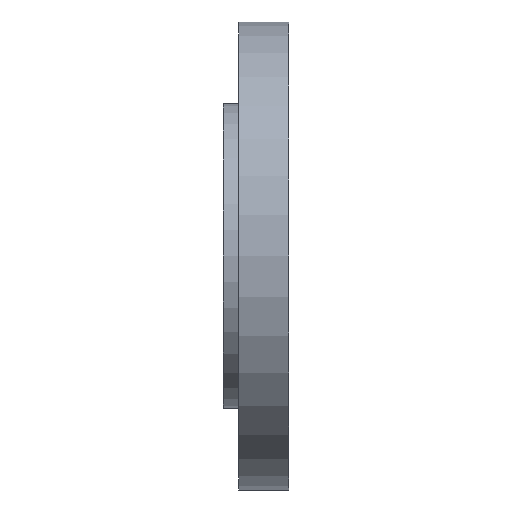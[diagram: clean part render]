
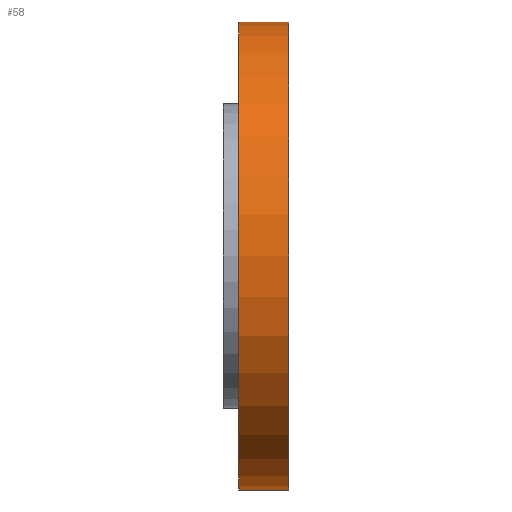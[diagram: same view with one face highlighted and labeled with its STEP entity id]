
A CAD part, left-side view. The second image highlights one B-rep face of the part: STEP entity #58.
In plain terms, the highlighted cylindrical face has radius 22.985 mm (diameter 45.97 mm), a partial arc.
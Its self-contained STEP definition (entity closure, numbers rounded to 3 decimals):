
#13 = DIRECTION ( 'NONE',  ( 0., 0., 1. ) ) ;
#47 = CIRCLE ( 'NONE', #676, 22.985 ) ;
#58 = ADVANCED_FACE ( 'NONE', ( #243 ), #1062, .T. ) ;
#66 = VERTEX_POINT ( 'NONE', #905 ) ;
#107 = ORIENTED_EDGE ( 'NONE', *, *, #876, .T. ) ;
#143 = EDGE_CURVE ( 'NONE', #288, #1083, #1081, .T. ) ;
#146 = DIRECTION ( 'NONE',  ( 0., 1., 0. ) ) ;
#218 = CARTESIAN_POINT ( 'NONE',  ( 0., 4.95, -22.985 ) ) ;
#243 = FACE_OUTER_BOUND ( 'NONE', #653, .T. ) ;
#251 = DIRECTION ( 'NONE',  ( 0., 0., 1. ) ) ;
#256 = CARTESIAN_POINT ( 'NONE',  ( 0., 0., 0. ) ) ;
#281 = VECTOR ( 'NONE', #539, 1000. ) ;
#288 = VERTEX_POINT ( 'NONE', #218 ) ;
#303 = CIRCLE ( 'NONE', #1163, 22.985 ) ;
#311 = CARTESIAN_POINT ( 'NONE',  ( 0., 4.95, 22.985 ) ) ;
#326 = CARTESIAN_POINT ( 'NONE',  ( 0., 4.95, 0. ) ) ;
#387 = EDGE_CURVE ( 'NONE', #288, #66, #303, .T. ) ;
#408 = LINE ( 'NONE', #311, #990 ) ;
#493 = DIRECTION ( 'NONE',  ( 0., -1., 0. ) ) ;
#525 = ORIENTED_EDGE ( 'NONE', *, *, #387, .F. ) ;
#539 = DIRECTION ( 'NONE',  ( 0., -1., 0. ) ) ;
#542 = ORIENTED_EDGE ( 'NONE', *, *, #649, .F. ) ;
#621 = CARTESIAN_POINT ( 'NONE',  ( 0., 4.95, -22.985 ) ) ;
#644 = DIRECTION ( 'NONE',  ( 0., 1., 0. ) ) ;
#649 = EDGE_CURVE ( 'NONE', #66, #987, #408, .T. ) ;
#653 = EDGE_LOOP ( 'NONE', ( #542, #525, #662, #107 ) ) ;
#662 = ORIENTED_EDGE ( 'NONE', *, *, #143, .T. ) ;
#666 = CARTESIAN_POINT ( 'NONE',  ( 0., 0., 22.985 ) ) ;
#676 = AXIS2_PLACEMENT_3D ( 'NONE', #256, #146, #251 ) ;
#802 = CARTESIAN_POINT ( 'NONE',  ( 0., 4.95, 0. ) ) ;
#833 = AXIS2_PLACEMENT_3D ( 'NONE', #802, #899, #1181 ) ;
#876 = EDGE_CURVE ( 'NONE', #1083, #987, #47, .T. ) ;
#888 = CARTESIAN_POINT ( 'NONE',  ( 0., 0., -22.985 ) ) ;
#899 = DIRECTION ( 'NONE',  ( 0., -1., 0. ) ) ;
#905 = CARTESIAN_POINT ( 'NONE',  ( 0., 4.95, 22.985 ) ) ;
#987 = VERTEX_POINT ( 'NONE', #666 ) ;
#990 = VECTOR ( 'NONE', #493, 1000. ) ;
#1062 = CYLINDRICAL_SURFACE ( 'NONE', #833, 22.985 ) ;
#1081 = LINE ( 'NONE', #621, #281 ) ;
#1083 = VERTEX_POINT ( 'NONE', #888 ) ;
#1163 = AXIS2_PLACEMENT_3D ( 'NONE', #326, #644, #13 ) ;
#1181 = DIRECTION ( 'NONE',  ( 0., 0., -1. ) ) ;
